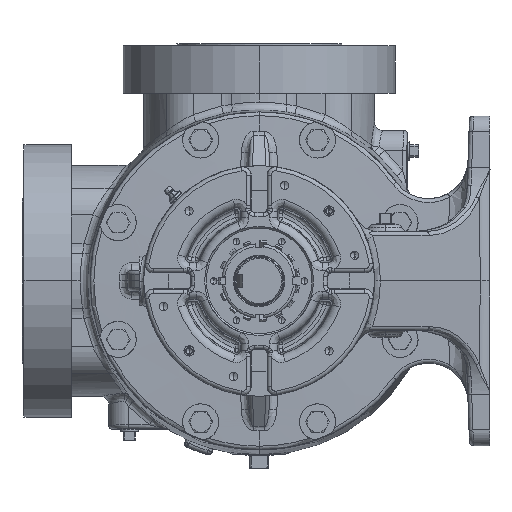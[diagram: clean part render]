
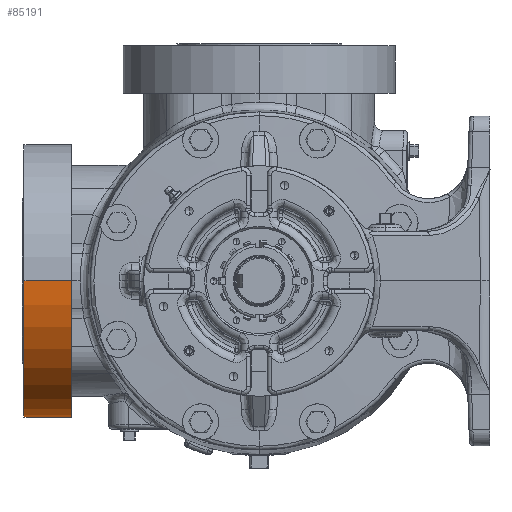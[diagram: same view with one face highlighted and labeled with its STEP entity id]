
A CAD part, left-side view. The second image highlights one B-rep face of the part: STEP entity #85191.
In plain terms, the highlighted cylindrical face has radius 104.775 mm (diameter 209.55 mm), a partial arc.
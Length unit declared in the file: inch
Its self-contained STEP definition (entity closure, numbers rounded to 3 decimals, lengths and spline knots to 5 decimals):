
#1721 = CARTESIAN_POINT ( 'NONE',  ( 4.513, 7.1275, 0. ) ) ;
#2158 = DIRECTION ( 'NONE',  ( 0., -1., 0. ) ) ;
#3579 = CIRCLE ( 'NONE', #75398, 4.125 ) ;
#10476 = CIRCLE ( 'NONE', #195375, 4.125 ) ;
#18627 = DIRECTION ( 'NONE',  ( -1., 0., 0. ) ) ;
#21206 = DIRECTION ( 'NONE',  ( 0., -1., 0. ) ) ;
#21540 = CARTESIAN_POINT ( 'NONE',  ( 4.513, 4.88156, 0. ) ) ;
#44331 = CARTESIAN_POINT ( 'NONE',  ( 4.513, 5.6875, 0. ) ) ;
#46438 = CARTESIAN_POINT ( 'NONE',  ( 8.638, 4.88156, 0. ) ) ;
#64456 = LINE ( 'NONE', #46438, #94512 ) ;
#65035 = AXIS2_PLACEMENT_3D ( 'NONE', #21540, #2158, #18627 ) ;
#66230 = FACE_OUTER_BOUND ( 'NONE', #126206, .T. ) ;
#70271 = VERTEX_POINT ( 'NONE', #148193 ) ;
#70583 = CARTESIAN_POINT ( 'NONE',  ( 8.638, 7.1275, 0. ) ) ;
#75398 = AXIS2_PLACEMENT_3D ( 'NONE', #1721, #272054, #113212 ) ;
#80882 = ORIENTED_EDGE ( 'NONE', *, *, #228231, .T. ) ;
#85191 = ADVANCED_FACE ( 'NONE', ( #66230 ), #227959, .T. ) ;
#85877 = CARTESIAN_POINT ( 'NONE',  ( 0.388, 7.1275, 0. ) ) ;
#94512 = VECTOR ( 'NONE', #21206, 39.37008 ) ;
#108081 = EDGE_CURVE ( 'NONE', #206741, #158957, #171050, .T. ) ;
#112776 = CARTESIAN_POINT ( 'NONE',  ( 0.388, 5.6875, 0. ) ) ;
#113212 = DIRECTION ( 'NONE',  ( -1., 0., 0. ) ) ;
#126206 = EDGE_LOOP ( 'NONE', ( #80882, #196690, #195859, #265581 ) ) ;
#136698 = EDGE_CURVE ( 'NONE', #158957, #70271, #10476, .T. ) ;
#148193 = CARTESIAN_POINT ( 'NONE',  ( 8.638, 5.6875, 0. ) ) ;
#154191 = DIRECTION ( 'NONE',  ( 0., -1., 0. ) ) ;
#158957 = VERTEX_POINT ( 'NONE', #112776 ) ;
#160169 = DIRECTION ( 'NONE',  ( -1., 0., 0. ) ) ;
#171050 = LINE ( 'NONE', #221092, #202471 ) ;
#195375 = AXIS2_PLACEMENT_3D ( 'NONE', #44331, #225605, #160169 ) ;
#195859 = ORIENTED_EDGE ( 'NONE', *, *, #136698, .F. ) ;
#196690 = ORIENTED_EDGE ( 'NONE', *, *, #269787, .T. ) ;
#202471 = VECTOR ( 'NONE', #154191, 39.37008 ) ;
#206741 = VERTEX_POINT ( 'NONE', #85877 ) ;
#210437 = VERTEX_POINT ( 'NONE', #70583 ) ;
#221092 = CARTESIAN_POINT ( 'NONE',  ( 0.388, 4.88156, 0. ) ) ;
#225605 = DIRECTION ( 'NONE',  ( 0., -1., 0. ) ) ;
#227959 = CYLINDRICAL_SURFACE ( 'NONE', #65035, 4.125 ) ;
#228231 = EDGE_CURVE ( 'NONE', #206741, #210437, #3579, .T. ) ;
#265581 = ORIENTED_EDGE ( 'NONE', *, *, #108081, .F. ) ;
#269787 = EDGE_CURVE ( 'NONE', #210437, #70271, #64456, .T. ) ;
#272054 = DIRECTION ( 'NONE',  ( 0., -1., 0. ) ) ;
